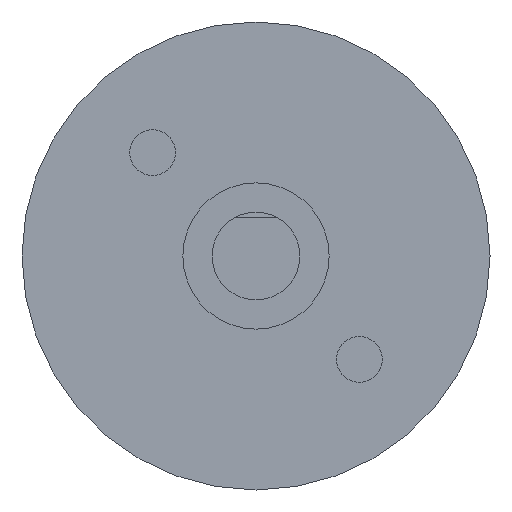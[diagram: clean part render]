
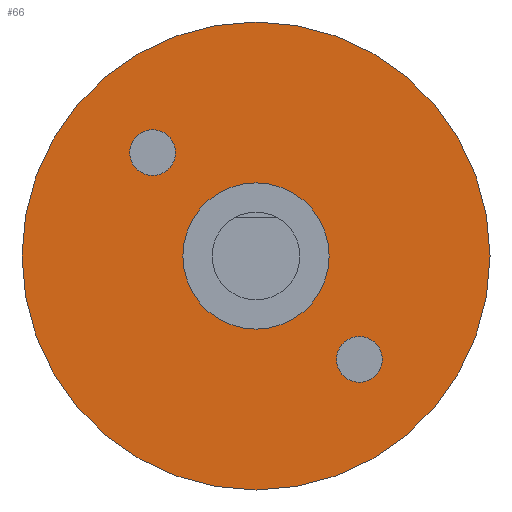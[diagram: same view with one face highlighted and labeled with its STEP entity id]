
A CAD part, front view. The second image highlights one B-rep face of the part: STEP entity #66.
In plain terms, the highlighted planar face has unit normal (0, -1, 0).
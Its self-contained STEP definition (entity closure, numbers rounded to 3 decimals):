
#66 = ADVANCED_FACE( '', ( #154, #155, #156, #157 ), #158, .F. );
#154 = FACE_BOUND( '', #271, .T. );
#155 = FACE_BOUND( '', #272, .T. );
#156 = FACE_OUTER_BOUND( '', #273, .T. );
#157 = FACE_BOUND( '', #274, .T. );
#158 = PLANE( '', #275 );
#271 = EDGE_LOOP( '', ( #401 ) );
#272 = EDGE_LOOP( '', ( #402 ) );
#273 = EDGE_LOOP( '', ( #403 ) );
#274 = EDGE_LOOP( '', ( #404 ) );
#275 = AXIS2_PLACEMENT_3D( '', #405, #406, #407 );
#401 = ORIENTED_EDGE( '', *, *, #631, .T. );
#402 = ORIENTED_EDGE( '', *, *, #629, .T. );
#403 = ORIENTED_EDGE( '', *, *, #632, .F. );
#404 = ORIENTED_EDGE( '', *, *, #611, .T. );
#405 = CARTESIAN_POINT( '', ( 0., 0., -8. ) );
#406 = DIRECTION( '', ( 0., 1., 0. ) );
#407 = DIRECTION( '', ( 0., 0., 1. ) );
#611 = EDGE_CURVE( '', #702, #702, #703, .T. );
#629 = EDGE_CURVE( '', #733, #733, #734, .T. );
#631 = EDGE_CURVE( '', #736, #736, #737, .T. );
#632 = EDGE_CURVE( '', #738, #738, #739, .T. );
#702 = VERTEX_POINT( '', #836 );
#703 = CIRCLE( '', #837, 2.5 );
#733 = VERTEX_POINT( '', #878 );
#734 = CIRCLE( '', #879, 0.784 );
#736 = VERTEX_POINT( '', #881 );
#737 = CIRCLE( '', #882, 0.784 );
#738 = VERTEX_POINT( '', #883 );
#739 = CIRCLE( '', #884, 8. );
#836 = CARTESIAN_POINT( '', ( 0., 0., 2.5 ) );
#837 = AXIS2_PLACEMENT_3D( '', #1049, #1050, #1051 );
#878 = CARTESIAN_POINT( '', ( 4.319, 0., -3.536 ) );
#879 = AXIS2_PLACEMENT_3D( '', #1069, #1070, #1071 );
#881 = CARTESIAN_POINT( '', ( -2.752, 0., 3.536 ) );
#882 = AXIS2_PLACEMENT_3D( '', #1072, #1073, #1074 );
#883 = CARTESIAN_POINT( '', ( 0., 0., 8. ) );
#884 = AXIS2_PLACEMENT_3D( '', #1075, #1076, #1077 );
#1049 = CARTESIAN_POINT( '', ( 0., 0., 0. ) );
#1050 = DIRECTION( '', ( 0., 1., 0. ) );
#1051 = DIRECTION( '', ( 0., 0., 1. ) );
#1069 = CARTESIAN_POINT( '', ( 3.536, 0., -3.536 ) );
#1070 = DIRECTION( '', ( 0., 1., 0. ) );
#1071 = DIRECTION( '', ( 1., 0., 0. ) );
#1072 = CARTESIAN_POINT( '', ( -3.536, 0., 3.536 ) );
#1073 = DIRECTION( '', ( 0., 1., 0. ) );
#1074 = DIRECTION( '', ( 1., 0., 0. ) );
#1075 = CARTESIAN_POINT( '', ( 0., 0., 0. ) );
#1076 = DIRECTION( '', ( 0., 1., 0. ) );
#1077 = DIRECTION( '', ( 0., 0., 1. ) );
